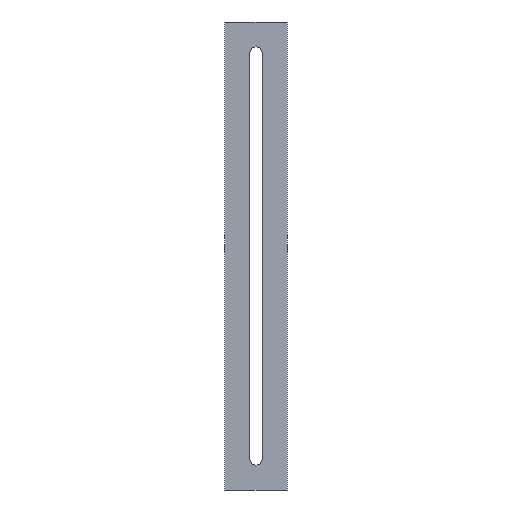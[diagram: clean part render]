
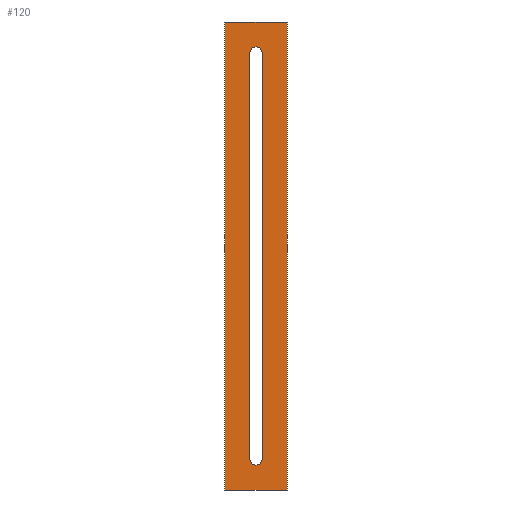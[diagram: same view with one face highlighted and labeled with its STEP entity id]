
A CAD part, front view. The second image highlights one B-rep face of the part: STEP entity #120.
In plain terms, the highlighted planar face has unit normal (0, -1, 0).
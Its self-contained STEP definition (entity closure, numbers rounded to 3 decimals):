
#5 = VERTEX_POINT ( 'NONE', #656 ) ;
#7 = CARTESIAN_POINT ( 'NONE',  ( 0., 0., 65. ) ) ;
#10 = AXIS2_PLACEMENT_3D ( 'NONE', #7, #13, #697 ) ;
#13 = DIRECTION ( 'NONE',  ( 0., 1., 0. ) ) ;
#23 = EDGE_CURVE ( 'NONE', #217, #285, #333, .T. ) ;
#24 = FACE_OUTER_BOUND ( 'NONE', #330, .T. ) ;
#29 = ORIENTED_EDGE ( 'NONE', *, *, #23, .T. ) ;
#59 = CARTESIAN_POINT ( 'NONE',  ( 2., 0., -65. ) ) ;
#89 = LINE ( 'NONE', #301, #458 ) ;
#99 = AXIS2_PLACEMENT_3D ( 'NONE', #556, #622, #290 ) ;
#110 = VERTEX_POINT ( 'NONE', #180 ) ;
#120 = ADVANCED_FACE ( 'NONE', ( #184, #24 ), #344, .F. ) ;
#136 = CARTESIAN_POINT ( 'NONE',  ( 0., 0., -65. ) ) ;
#141 = DIRECTION ( 'NONE',  ( -1., 0., 0. ) ) ;
#153 = DIRECTION ( 'NONE',  ( 0., 0., 1. ) ) ;
#159 = EDGE_CURVE ( 'NONE', #604, #609, #314, .T. ) ;
#163 = LINE ( 'NONE', #260, #555 ) ;
#164 = VERTEX_POINT ( 'NONE', #375 ) ;
#168 = ORIENTED_EDGE ( 'NONE', *, *, #632, .F. ) ;
#172 = EDGE_LOOP ( 'NONE', ( #437, #446, #409, #495, #29 ) ) ;
#180 = CARTESIAN_POINT ( 'NONE',  ( 2., 0., 65. ) ) ;
#184 = FACE_BOUND ( 'NONE', #172, .T. ) ;
#205 = DIRECTION ( 'NONE',  ( 0., 1., 0. ) ) ;
#206 = EDGE_CURVE ( 'NONE', #5, #575, #310, .T. ) ;
#209 = CARTESIAN_POINT ( 'NONE',  ( -2., 0., 65. ) ) ;
#217 = VERTEX_POINT ( 'NONE', #59 ) ;
#221 = VERTEX_POINT ( 'NONE', #651 ) ;
#223 = EDGE_CURVE ( 'NONE', #110, #217, #163, .T. ) ;
#236 = ORIENTED_EDGE ( 'NONE', *, *, #159, .F. ) ;
#247 = LINE ( 'NONE', #358, #537 ) ;
#253 = CARTESIAN_POINT ( 'NONE',  ( -10., 0., 75. ) ) ;
#255 = EDGE_CURVE ( 'NONE', #575, #110, #599, .T. ) ;
#260 = CARTESIAN_POINT ( 'NONE',  ( 2., 0., 65. ) ) ;
#285 = VERTEX_POINT ( 'NONE', #489 ) ;
#290 = DIRECTION ( 'NONE',  ( 0., 0., 1. ) ) ;
#301 = CARTESIAN_POINT ( 'NONE',  ( 10., 0., -75. ) ) ;
#302 = DIRECTION ( 'NONE',  ( 0., 0., 1. ) ) ;
#307 = CARTESIAN_POINT ( 'NONE',  ( 10., 0., -75. ) ) ;
#310 = CIRCLE ( 'NONE', #10, 2. ) ;
#314 = LINE ( 'NONE', #638, #398 ) ;
#319 = DIRECTION ( 'NONE',  ( 0., 0., 1. ) ) ;
#326 = ORIENTED_EDGE ( 'NONE', *, *, #682, .F. ) ;
#328 = EDGE_CURVE ( 'NONE', #285, #5, #581, .T. ) ;
#330 = EDGE_LOOP ( 'NONE', ( #168, #326, #236, #374 ) ) ;
#333 = CIRCLE ( 'NONE', #674, 2. ) ;
#344 = PLANE ( 'NONE',  #99 ) ;
#358 = CARTESIAN_POINT ( 'NONE',  ( 10., 0., 75. ) ) ;
#374 = ORIENTED_EDGE ( 'NONE', *, *, #690, .F. ) ;
#375 = CARTESIAN_POINT ( 'NONE',  ( -10., 0., -75. ) ) ;
#378 = DIRECTION ( 'NONE',  ( 0., 0., -1. ) ) ;
#379 = VECTOR ( 'NONE', #456, 1000. ) ;
#396 = VECTOR ( 'NONE', #319, 1000. ) ;
#398 = VECTOR ( 'NONE', #643, 1000. ) ;
#409 = ORIENTED_EDGE ( 'NONE', *, *, #255, .T. ) ;
#437 = ORIENTED_EDGE ( 'NONE', *, *, #328, .T. ) ;
#446 = ORIENTED_EDGE ( 'NONE', *, *, #206, .T. ) ;
#456 = DIRECTION ( 'NONE',  ( 0., 0., 1. ) ) ;
#458 = VECTOR ( 'NONE', #141, 1000. ) ;
#460 = DIRECTION ( 'NONE',  ( 1., 0., 0. ) ) ;
#489 = CARTESIAN_POINT ( 'NONE',  ( -2., 0., -65. ) ) ;
#495 = ORIENTED_EDGE ( 'NONE', *, *, #223, .T. ) ;
#537 = VECTOR ( 'NONE', #460, 1000. ) ;
#555 = VECTOR ( 'NONE', #378, 1000. ) ;
#556 = CARTESIAN_POINT ( 'NONE',  ( 0., 0., 0. ) ) ;
#568 = AXIS2_PLACEMENT_3D ( 'NONE', #640, #580, #153 ) ;
#575 = VERTEX_POINT ( 'NONE', #636 ) ;
#576 = CARTESIAN_POINT ( 'NONE',  ( 10., 0., 75. ) ) ;
#580 = DIRECTION ( 'NONE',  ( 0., 1., 0. ) ) ;
#581 = LINE ( 'NONE', #209, #396 ) ;
#599 = CIRCLE ( 'NONE', #568, 2. ) ;
#604 = VERTEX_POINT ( 'NONE', #576 ) ;
#609 = VERTEX_POINT ( 'NONE', #307 ) ;
#622 = DIRECTION ( 'NONE',  ( 0., 1., 0. ) ) ;
#632 = EDGE_CURVE ( 'NONE', #164, #221, #678, .T. ) ;
#636 = CARTESIAN_POINT ( 'NONE',  ( 0., 0., 67. ) ) ;
#638 = CARTESIAN_POINT ( 'NONE',  ( 10., 0., 75. ) ) ;
#640 = CARTESIAN_POINT ( 'NONE',  ( 0., 0., 65. ) ) ;
#643 = DIRECTION ( 'NONE',  ( 0., 0., -1. ) ) ;
#651 = CARTESIAN_POINT ( 'NONE',  ( -10., 0., 75. ) ) ;
#656 = CARTESIAN_POINT ( 'NONE',  ( -2., 0., 65. ) ) ;
#674 = AXIS2_PLACEMENT_3D ( 'NONE', #136, #205, #302 ) ;
#678 = LINE ( 'NONE', #253, #379 ) ;
#682 = EDGE_CURVE ( 'NONE', #609, #164, #89, .T. ) ;
#690 = EDGE_CURVE ( 'NONE', #221, #604, #247, .T. ) ;
#697 = DIRECTION ( 'NONE',  ( 0., 0., 1. ) ) ;
